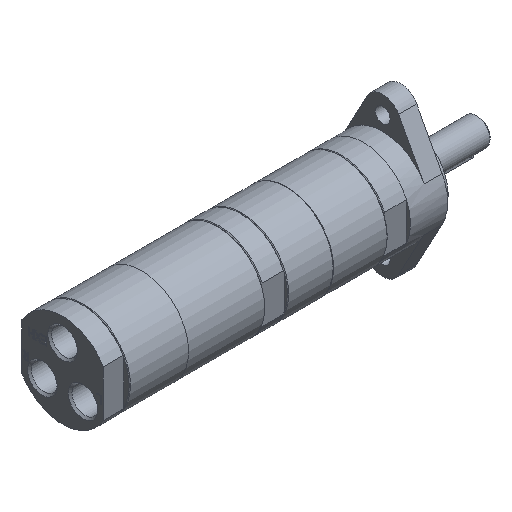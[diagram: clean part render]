
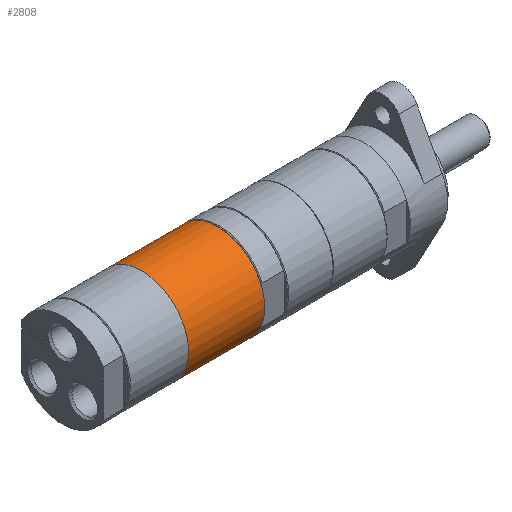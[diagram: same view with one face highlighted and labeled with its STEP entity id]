
A CAD part, isometric view. The second image highlights one B-rep face of the part: STEP entity #2808.
In plain terms, the highlighted cylindrical face has radius 20.75 mm (diameter 41.5 mm), a full revolution.
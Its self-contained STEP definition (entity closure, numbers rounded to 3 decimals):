
#409=FACE_OUTER_BOUND('',#575,.T.);
#575=EDGE_LOOP('',(#2246,#2247,#2248,#2249,#2250,#2251,#2252,#2253));
#731=LINE('',#4350,#975);
#975=VECTOR('',#3551,20.75);
#1244=CIRCLE('',#3067,20.75);
#1245=CIRCLE('',#3068,20.75);
#1246=CIRCLE('',#3070,20.75);
#1247=CIRCLE('',#3071,20.75);
#1248=CIRCLE('',#3072,20.75);
#1249=CIRCLE('',#3073,20.75);
#1381=VERTEX_POINT('',#4337);
#1382=VERTEX_POINT('',#4338);
#1383=VERTEX_POINT('',#4343);
#1384=VERTEX_POINT('',#4344);
#1385=VERTEX_POINT('',#4346);
#1386=VERTEX_POINT('',#4348);
#1694=EDGE_CURVE('',#1381,#1382,#1244,.T.);
#1695=EDGE_CURVE('',#1382,#1381,#1245,.T.);
#1697=EDGE_CURVE('',#1383,#1384,#1246,.T.);
#1698=EDGE_CURVE('',#1385,#1383,#1247,.T.);
#1699=EDGE_CURVE('',#1386,#1385,#1248,.T.);
#1700=EDGE_CURVE('',#1386,#1382,#731,.T.);
#1701=EDGE_CURVE('',#1384,#1386,#1249,.T.);
#2246=ORIENTED_EDGE('',*,*,#1697,.F.);
#2247=ORIENTED_EDGE('',*,*,#1698,.F.);
#2248=ORIENTED_EDGE('',*,*,#1699,.F.);
#2249=ORIENTED_EDGE('',*,*,#1700,.T.);
#2250=ORIENTED_EDGE('',*,*,#1695,.T.);
#2251=ORIENTED_EDGE('',*,*,#1694,.T.);
#2252=ORIENTED_EDGE('',*,*,#1700,.F.);
#2253=ORIENTED_EDGE('',*,*,#1701,.F.);
#2734=CYLINDRICAL_SURFACE('',#3069,20.75);
#2808=ADVANCED_FACE('',(#409),#2734,.T.);
#3067=AXIS2_PLACEMENT_3D('',#4339,#3538,#3539);
#3068=AXIS2_PLACEMENT_3D('',#4340,#3540,#3541);
#3069=AXIS2_PLACEMENT_3D('',#4342,#3543,#3544);
#3070=AXIS2_PLACEMENT_3D('',#4345,#3545,#3546);
#3071=AXIS2_PLACEMENT_3D('',#4347,#3547,#3548);
#3072=AXIS2_PLACEMENT_3D('',#4349,#3549,#3550);
#3073=AXIS2_PLACEMENT_3D('',#4351,#3552,#3553);
#3538=DIRECTION('center_axis',(-1.,0.,0.));
#3539=DIRECTION('ref_axis',(0.,-1.,0.));
#3540=DIRECTION('center_axis',(-1.,0.,0.));
#3541=DIRECTION('ref_axis',(0.,-1.,0.));
#3543=DIRECTION('center_axis',(-1.,0.,0.));
#3544=DIRECTION('ref_axis',(0.,-1.,0.));
#3545=DIRECTION('center_axis',(-1.,0.,0.));
#3546=DIRECTION('ref_axis',(0.,0.,-1.));
#3547=DIRECTION('center_axis',(-1.,0.,0.));
#3548=DIRECTION('ref_axis',(0.,0.,-1.));
#3549=DIRECTION('center_axis',(-1.,0.,0.));
#3550=DIRECTION('ref_axis',(0.,0.,-1.));
#3551=DIRECTION('',(1.,0.,0.));
#3552=DIRECTION('center_axis',(-1.,0.,0.));
#3553=DIRECTION('ref_axis',(0.,0.,-1.));
#4337=CARTESIAN_POINT('',(33.7,-20.75,0.));
#4338=CARTESIAN_POINT('',(33.7,20.75,0.));
#4339=CARTESIAN_POINT('Origin',(33.7,0.,0.));
#4340=CARTESIAN_POINT('Origin',(33.7,0.,0.));
#4342=CARTESIAN_POINT('Origin',(16.85,0.,0.));
#4343=CARTESIAN_POINT('',(0.,-20.75,0.));
#4344=CARTESIAN_POINT('',(0.,0.,20.75));
#4345=CARTESIAN_POINT('Origin',(0.,0.,
0.));
#4346=CARTESIAN_POINT('',(0.,0.,-20.75));
#4347=CARTESIAN_POINT('Origin',(0.,0.,
0.));
#4348=CARTESIAN_POINT('',(0.,20.75,0.));
#4349=CARTESIAN_POINT('Origin',(0.,0.,
0.));
#4350=CARTESIAN_POINT('',(16.85,20.75,0.));
#4351=CARTESIAN_POINT('Origin',(0.,0.,
0.));
